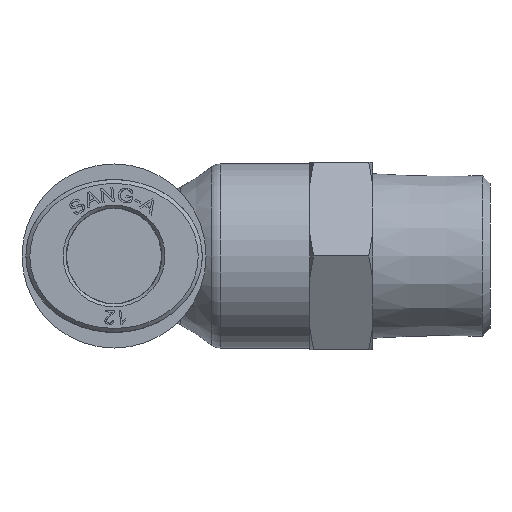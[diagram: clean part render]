
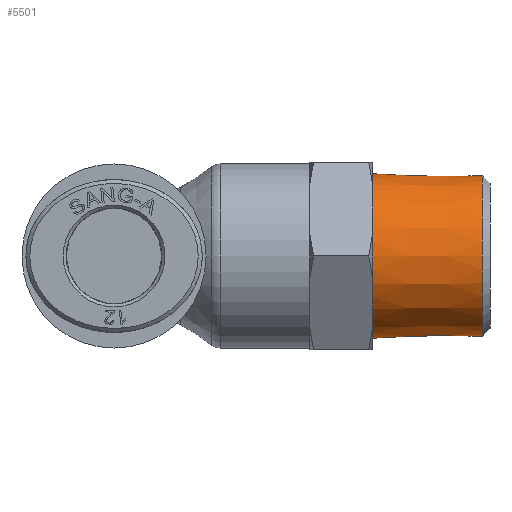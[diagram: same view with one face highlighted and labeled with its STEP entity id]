
A CAD part, left-side view. The second image highlights one B-rep face of the part: STEP entity #5501.
In plain terms, the highlighted conical face has half-angle 1.06 degrees and reference radius 10.361 mm.
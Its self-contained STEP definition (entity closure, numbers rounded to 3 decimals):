
#5123=CARTESIAN_POINT('',(-24.45,10.5,0.0));
#5124=VERTEX_POINT('',#5123);
#5125=CARTESIAN_POINT('',(-24.45,0.,0.0));
#5126=DIRECTION('',(1.0,0.0,0.0));
#5127=DIRECTION('',(0.0,1.0,0.0));
#5128=AXIS2_PLACEMENT_3D('',#5125,#5126,#5127);
#5129=CIRCLE('',#5128,10.5);
#5130=EDGE_CURVE('',#5124,#5124,#5129,.T.);
#5478=CARTESIAN_POINT('',(-38.45,10.241,0.));
#5479=VERTEX_POINT('',#5478);
#5480=CARTESIAN_POINT('',(-38.45,0.,0.));
#5481=DIRECTION('',(-1.0,0.0,0.0));
#5482=DIRECTION('',(0.0,-1.0,0.0));
#5483=AXIS2_PLACEMENT_3D('',#5480,#5481,#5482);
#5484=CIRCLE('',#5483,10.241);
#5485=EDGE_CURVE('',#5479,#5479,#5484,.T.);
#5490=CARTESIAN_POINT('',(-31.95,0.,0.0));
#5491=DIRECTION('',(1.0,0.,0.0));
#5492=DIRECTION('',(0.0,1.0,0.0));
#5493=AXIS2_PLACEMENT_3D('',#5490,#5491,#5492);
#5494=CONICAL_SURFACE('',#5493,10.361,1.06);
#5495=ORIENTED_EDGE('',*,*,#5130,.F.);
#5496=EDGE_LOOP('',(#5495));
#5497=FACE_OUTER_BOUND('',#5496,.T.);
#5498=ORIENTED_EDGE('',*,*,#5485,.F.);
#5499=EDGE_LOOP('',(#5498));
#5500=FACE_BOUND('',#5499,.T.);
#5501=ADVANCED_FACE('',(#5497,#5500),#5494,.T.);
